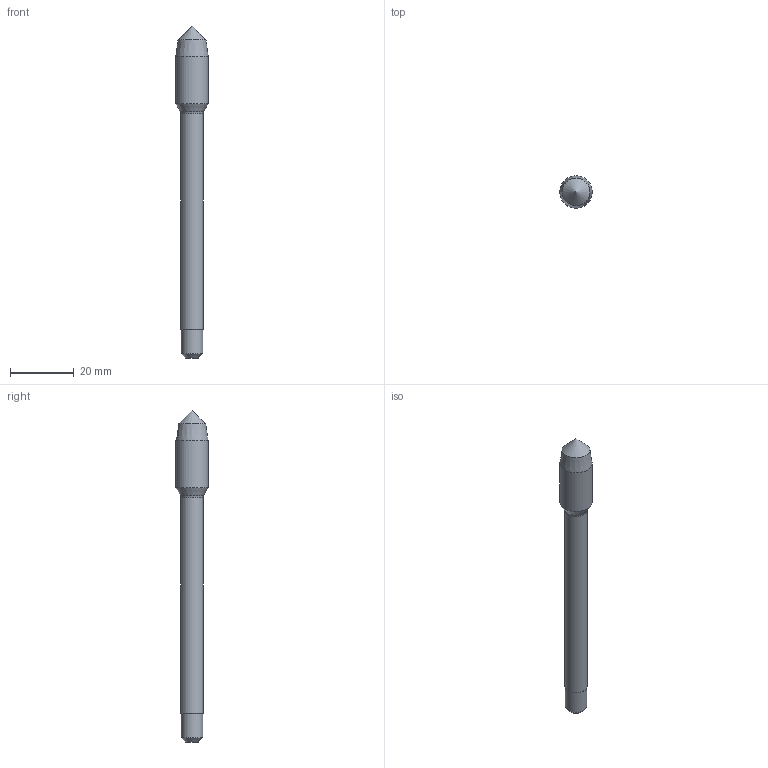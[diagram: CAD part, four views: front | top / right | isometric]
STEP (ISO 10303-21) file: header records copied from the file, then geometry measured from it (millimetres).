
FILE_DESCRIPTION(/* description */ (''),/* implementation_level */ '2;1');
FILE_NAME(/* name */ 'd605_20220426_133405_tb_1.stp',/* time_stamp */ '2022-04-26T13:36:03+02:00',/* author */ (''),/* organization */ ('SMS'),/* preprocessor_version */ 'ST-DEVELOPER v16.7',/* originating_system */ 'SIEMENS PLM Software NX 12.0',/* authorisation */ '');
FILE_SCHEMA (('AUTOMOTIVE_DESIGN { 1 0 10303 214 3 1 1 1 }'));
Length unit declared in the file: millimetre
Products named in the file (1): D605_20220426_133405_TB_1
Bounding box: 10.14 x 10.14 x 104 mm (x, y, z)
Volume: 4720.1 mm3; surface area: 2496.1 mm2
Topology: 1 solids, 1 shells, 10 faces, 60 edges, 93 vertices
Faces by surface type: cone 5, cylinder 3, torus 1, plane 1
Full cylindrical faces by diameter (mm): 6.72 x1, 7 x1, 10.141 x1
Entity records: 586 total; most frequent: DIRECTION 76, CARTESIAN_POINT 72, STYLED_ITEM 43, PRESENTATION_STYLE_ASSIGNMENT 43, CURVE_STYLE 36, DRAUGHTING_PRE_DEFINED_CURVE_FONT 36, TRIMMED_CURVE 36, LINE 36
